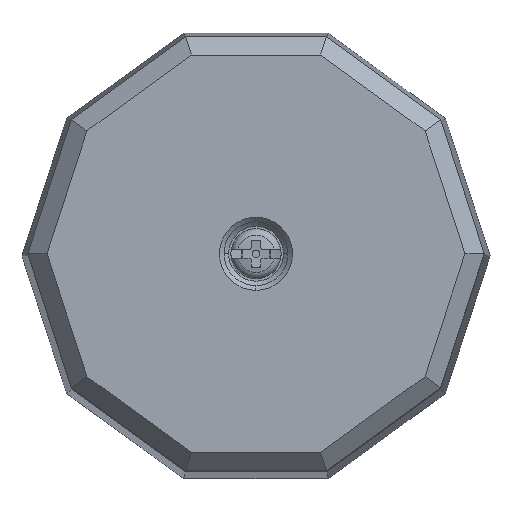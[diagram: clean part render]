
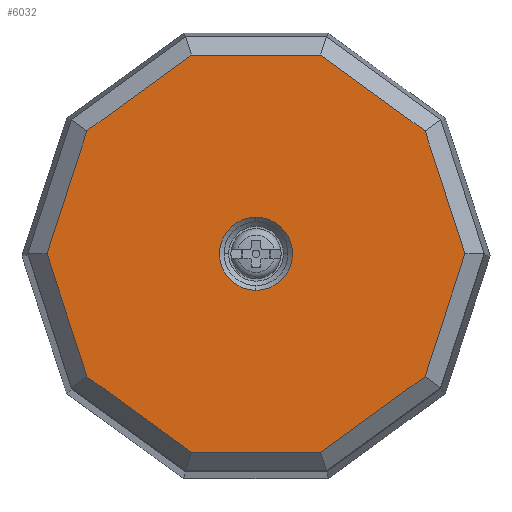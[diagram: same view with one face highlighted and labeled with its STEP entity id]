
A CAD part, top view. The second image highlights one B-rep face of the part: STEP entity #6032.
In plain terms, the highlighted planar face has unit normal (0, 0, 1).
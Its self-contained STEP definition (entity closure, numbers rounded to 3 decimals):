
#5264=CARTESIAN_POINT('',(0.,-4.,150.));
#5265=VERTEX_POINT('',#5264);
#5274=CARTESIAN_POINT('',(0.,4.,150.));
#5275=VERTEX_POINT('',#5274);
#5276=CARTESIAN_POINT('',(0.,0.,150.));
#5277=DIRECTION('',(0.0,0.0,1.0));
#5278=DIRECTION('',(0.0,-1.0,0.0));
#5279=AXIS2_PLACEMENT_3D('',#5276,#5277,#5278);
#5280=CIRCLE('',#5279,4.0);
#5281=EDGE_CURVE('',#5265,#5275,#5280,.T.);
#5770=CARTESIAN_POINT('',(-7.067,-21.75,150.));
#5771=VERTEX_POINT('',#5770);
#5772=CARTESIAN_POINT('',(-18.502,-13.442,150.));
#5773=VERTEX_POINT('',#5772);
#5774=CARTESIAN_POINT('',(-7.067,-21.75,150.));
#5775=DIRECTION('',(-0.809,0.588,0.0));
#5776=VECTOR('',#5775,14.134);
#5777=LINE('',#5774,#5776);
#5778=EDGE_CURVE('',#5771,#5773,#5777,.T.);
#5801=CARTESIAN_POINT('',(-22.869,0.,150.));
#5802=VERTEX_POINT('',#5801);
#5803=CARTESIAN_POINT('',(-18.502,-13.442,150.));
#5804=DIRECTION('',(-0.309,0.951,0.0));
#5805=VECTOR('',#5804,14.134);
#5806=LINE('',#5803,#5805);
#5807=EDGE_CURVE('',#5773,#5802,#5806,.T.);
#5825=CARTESIAN_POINT('',(-18.502,13.442,150.));
#5826=VERTEX_POINT('',#5825);
#5827=CARTESIAN_POINT('',(-22.869,0.,150.));
#5828=DIRECTION('',(0.309,0.951,0.0));
#5829=VECTOR('',#5828,14.134);
#5830=LINE('',#5827,#5829);
#5831=EDGE_CURVE('',#5802,#5826,#5830,.T.);
#5849=CARTESIAN_POINT('',(-7.067,21.75,150.));
#5850=VERTEX_POINT('',#5849);
#5851=CARTESIAN_POINT('',(-18.502,13.442,150.));
#5852=DIRECTION('',(0.809,0.588,0.0));
#5853=VECTOR('',#5852,14.134);
#5854=LINE('',#5851,#5853);
#5855=EDGE_CURVE('',#5826,#5850,#5854,.T.);
#5873=CARTESIAN_POINT('',(7.067,21.75,150.));
#5874=VERTEX_POINT('',#5873);
#5875=CARTESIAN_POINT('',(-7.067,21.75,150.));
#5876=DIRECTION('',(1.0,0.0,0.0));
#5877=VECTOR('',#5876,14.134);
#5878=LINE('',#5875,#5877);
#5879=EDGE_CURVE('',#5850,#5874,#5878,.T.);
#5897=CARTESIAN_POINT('',(18.502,13.442,150.));
#5898=VERTEX_POINT('',#5897);
#5899=CARTESIAN_POINT('',(7.067,21.75,150.));
#5900=DIRECTION('',(0.809,-0.588,0.0));
#5901=VECTOR('',#5900,14.134);
#5902=LINE('',#5899,#5901);
#5903=EDGE_CURVE('',#5874,#5898,#5902,.T.);
#5921=CARTESIAN_POINT('',(22.869,0.,150.));
#5922=VERTEX_POINT('',#5921);
#5923=CARTESIAN_POINT('',(18.502,13.442,150.));
#5924=DIRECTION('',(0.309,-0.951,0.0));
#5925=VECTOR('',#5924,14.134);
#5926=LINE('',#5923,#5925);
#5927=EDGE_CURVE('',#5898,#5922,#5926,.T.);
#5945=CARTESIAN_POINT('',(18.502,-13.442,150.));
#5946=VERTEX_POINT('',#5945);
#5947=CARTESIAN_POINT('',(22.869,0.,150.));
#5948=DIRECTION('',(-0.309,-0.951,0.0));
#5949=VECTOR('',#5948,14.134);
#5950=LINE('',#5947,#5949);
#5951=EDGE_CURVE('',#5922,#5946,#5950,.T.);
#5969=CARTESIAN_POINT('',(7.067,-21.75,150.));
#5970=VERTEX_POINT('',#5969);
#5971=CARTESIAN_POINT('',(18.502,-13.442,150.));
#5972=DIRECTION('',(-0.809,-0.588,0.0));
#5973=VECTOR('',#5972,14.134);
#5974=LINE('',#5971,#5973);
#5975=EDGE_CURVE('',#5946,#5970,#5974,.T.);
#5993=CARTESIAN_POINT('',(7.067,-21.75,150.));
#5994=DIRECTION('',(-1.0,0.0,0.0));
#5995=VECTOR('',#5994,14.134);
#5996=LINE('',#5993,#5995);
#5997=EDGE_CURVE('',#5970,#5771,#5996,.T.);
#6005=CARTESIAN_POINT('',(-25.156,-23.925,150.));
#6006=DIRECTION('',(0.0,0.0,1.0));
#6007=DIRECTION('',(1.0,0.0,0.0));
#6008=AXIS2_PLACEMENT_3D('',#6005,#6006,#6007);
#6009=PLANE('',#6008);
#6010=ORIENTED_EDGE('',*,*,#5778,.F.);
#6011=ORIENTED_EDGE('',*,*,#5997,.F.);
#6012=ORIENTED_EDGE('',*,*,#5975,.F.);
#6013=ORIENTED_EDGE('',*,*,#5951,.F.);
#6014=ORIENTED_EDGE('',*,*,#5927,.F.);
#6015=ORIENTED_EDGE('',*,*,#5903,.F.);
#6016=ORIENTED_EDGE('',*,*,#5879,.F.);
#6017=ORIENTED_EDGE('',*,*,#5855,.F.);
#6018=ORIENTED_EDGE('',*,*,#5831,.F.);
#6019=ORIENTED_EDGE('',*,*,#5807,.F.);
#6020=EDGE_LOOP('',(#6010,#6011,#6012,#6013,#6014,#6015,#6016,#6017,#6018,#6019));
#6021=FACE_OUTER_BOUND('',#6020,.T.);
#6022=CARTESIAN_POINT('',(0.,0.,150.));
#6023=DIRECTION('',(0.0,0.0,1.0));
#6024=DIRECTION('',(0.0,-1.0,0.0));
#6025=AXIS2_PLACEMENT_3D('',#6022,#6023,#6024);
#6026=CIRCLE('',#6025,4.0);
#6027=EDGE_CURVE('',#5275,#5265,#6026,.T.);
#6028=ORIENTED_EDGE('',*,*,#6027,.F.);
#6029=ORIENTED_EDGE('',*,*,#5281,.F.);
#6030=EDGE_LOOP('',(#6028,#6029));
#6031=FACE_BOUND('',#6030,.T.);
#6032=ADVANCED_FACE('',(#6021,#6031),#6009,.T.);
